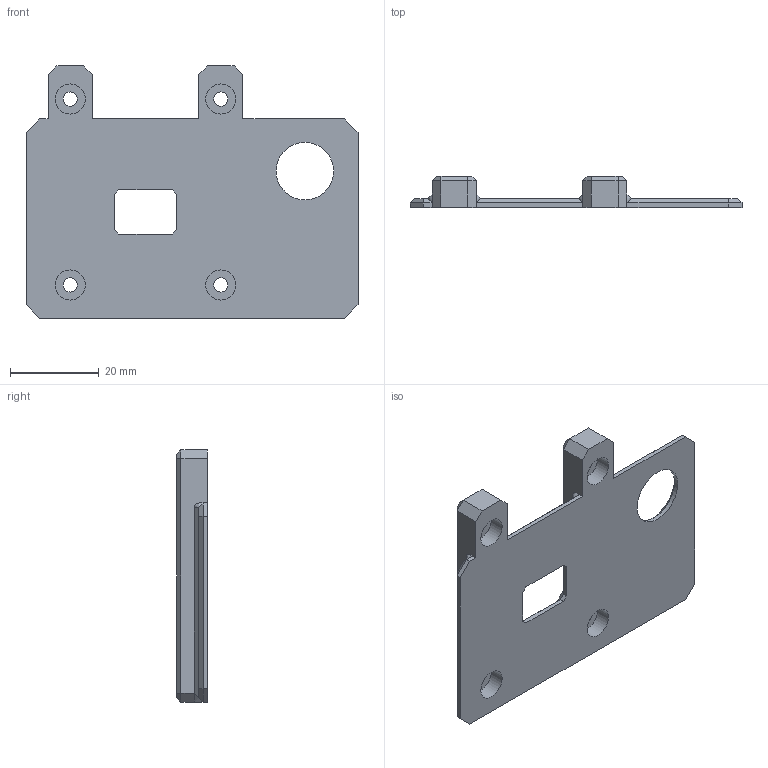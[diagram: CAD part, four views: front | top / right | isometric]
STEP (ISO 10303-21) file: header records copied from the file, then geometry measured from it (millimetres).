
FILE_DESCRIPTION(('FreeCAD Model'),'2;1');
FILE_NAME('Open CASCADE Shape Model','2024-06-09T08:45:36',(''),(''), 'Open CASCADE STEP processor 7.6','FreeCAD','Unknown');
FILE_SCHEMA(('AUTOMOTIVE_DESIGN { 1 0 10303 214 1 1 1 1 }'));
Length unit declared in the file: millimetre
Products named in the file (1): case.bottom
Bounding box: 75 x 7 x 57 mm (x, y, z)
Volume: 11466.6 mm3; surface area: 8618.7 mm2
Topology: 1 solids, 1 shells, 100 faces, 233 edges, 139 vertices
Faces by surface type: plane 82, cylinder 9, bspline 8, cone 1
Full cylindrical faces by diameter (mm): 3.2 x4, 6.8 x4, 13 x1
Entity records: 7257 total; most frequent: CARTESIAN_POINT 2597, DIRECTION 812, LINE 584, VECTOR 584, ORIENTED_EDGE 466, PCURVE 466, DEFINITIONAL_REPRESENTATION 466, EDGE_CURVE 233
